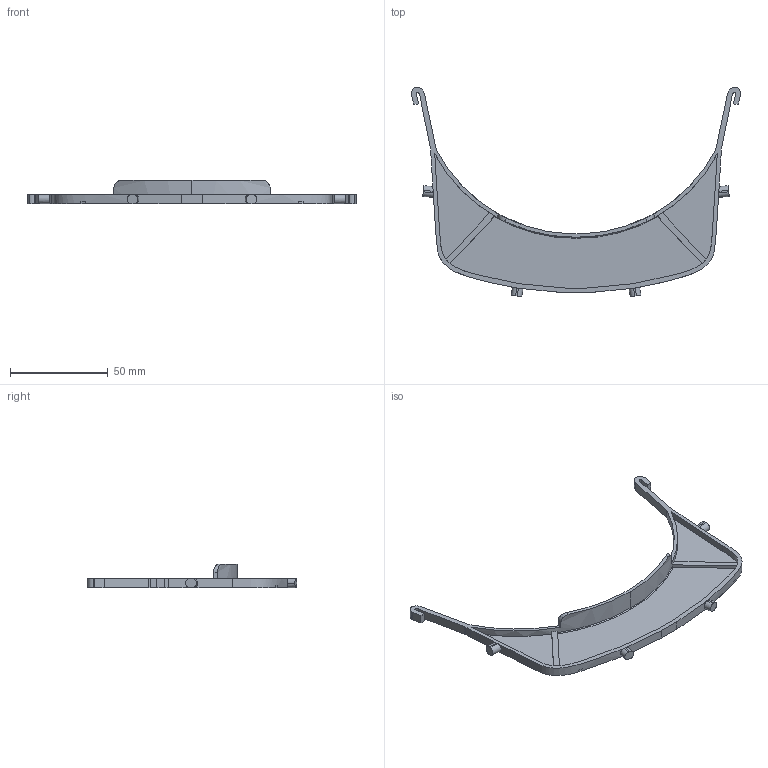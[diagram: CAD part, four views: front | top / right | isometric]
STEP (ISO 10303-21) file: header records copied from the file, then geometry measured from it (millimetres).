
FILE_DESCRIPTION (( 'STEP AP203' ), '1' );
FILE_NAME ('FastShield V4.4.2.STEP', '2020-04-05T15:51:23', ( '' ), ( '' ), 'SwSTEP 2.0', 'SolidWorks 2020', '' );
FILE_SCHEMA (( 'CONFIG_CONTROL_DESIGN' ));
Length unit declared in the file: millimetre
Products named in the file (1): FastShield V4.4.2
Bounding box: 168.59 x 107.32 x 12 mm (x, y, z)
Volume: 12279.6 mm3; surface area: 17409.3 mm2
Topology: 1 solids, 1 shells, 94 faces, 279 edges, 187 vertices
Faces by surface type: plane 40, cylinder 35, bspline 14, torus 5
Entity records: 4244 total; most frequent: CARTESIAN_POINT 1734, ORIENTED_EDGE 558, DIRECTION 455, EDGE_CURVE 279, VERTEX_POINT 187, AXIS2_PLACEMENT_3D 154, VECTOR 147, LINE 147
